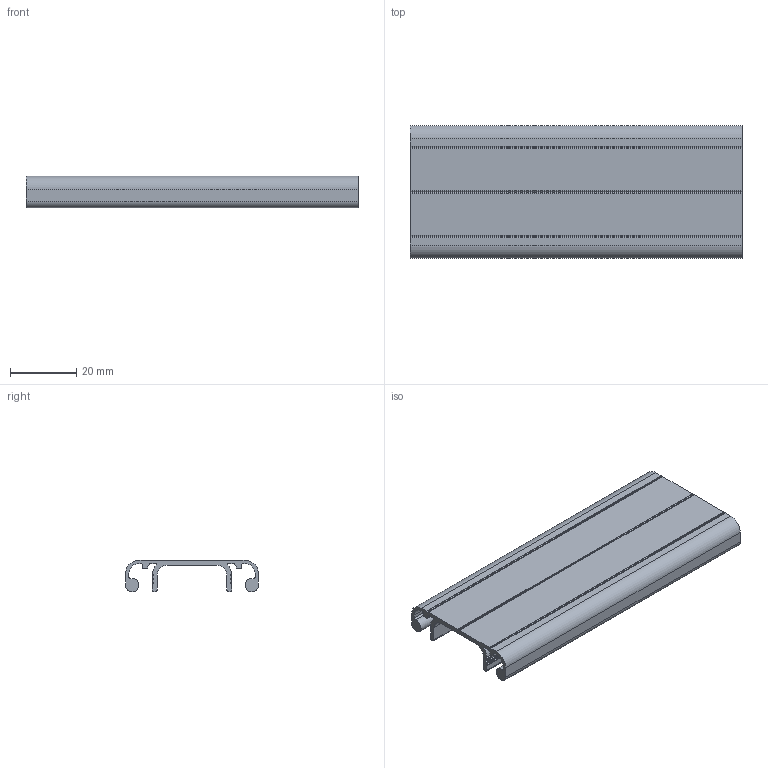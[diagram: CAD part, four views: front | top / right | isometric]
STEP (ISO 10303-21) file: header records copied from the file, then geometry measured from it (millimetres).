
FILE_DESCRIPTION(('STEP AP203'),'1');
FILE_NAME('SAFE00E1184.stp','2023-10-09T07:01:23',(' '),(' '),'Spatial InterOp 3D',' ',' ');
FILE_SCHEMA(('CONFIG_CONTROL_DESIGN'));
Length unit declared in the file: millimetre
Products named in the file (1): Couvercle goulotte U 40
Bounding box: 100 x 40 x 9.5 mm (x, y, z)
Volume: 11343.7 mm3; surface area: 15814.2 mm2
Topology: 1 solids, 1 shells, 102 faces, 300 edges, 200 vertices
Faces by surface type: cylinder 55, plane 47
Entity records: 3562 total; most frequent: DIRECTION 616, CARTESIAN_POINT 603, ORIENTED_EDGE 600, EDGE_CURVE 300, AXIS2_PLACEMENT_3D 213, VERTEX_POINT 200, LINE 190, VECTOR 190
